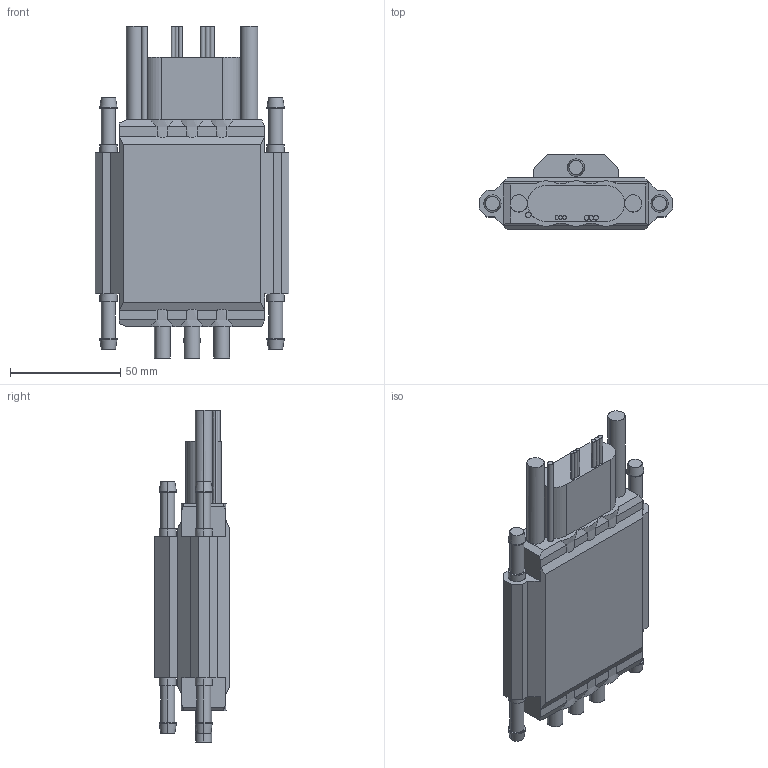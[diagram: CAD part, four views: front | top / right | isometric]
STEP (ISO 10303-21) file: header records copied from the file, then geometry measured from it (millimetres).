
FILE_DESCRIPTION(('FreeCAD Model'),'2;1');
FILE_NAME('Open CASCADE Shape Model','2025-05-04T01:42:10',('FreeCAD'),( 'FreeCAD'),'Open CASCADE STEP processor 7.6','FreeCAD','Unknown');
FILE_SCHEMA(('AUTOMOTIVE_DESIGN { 1 0 10303 214 1 1 1 1 }'));
Length unit declared in the file: millimetre
Products named in the file (1): Open CASCADE STEP translator 7.6 1
Bounding box: 88.05 x 34.08 x 150.81 mm (x, y, z)
Volume: 211823.4 mm3; surface area: 32854.8 mm2
Topology: 1 solids, 1 shells, 196 faces, 492 edges, 324 vertices
Faces by surface type: bspline 196
Entity records: 5920 total; most frequent: CARTESIAN_POINT 3049, ORIENTED_EDGE 984, EDGE_CURVE 492, VERTEX_POINT 324, B_SPLINE_CURVE_WITH_KNOTS 304, FACE_BOUND 222, EDGE_LOOP 222, ADVANCED_FACE 196
